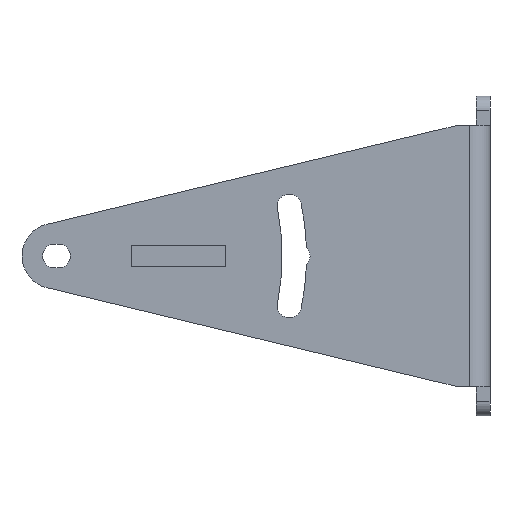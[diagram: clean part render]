
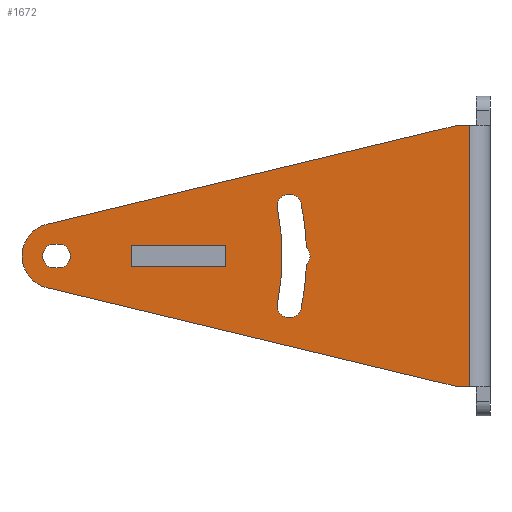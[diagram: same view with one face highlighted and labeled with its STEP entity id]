
A CAD part, left-side view. The second image highlights one B-rep face of the part: STEP entity #1672.
In plain terms, the highlighted planar face has unit normal (-1, 0, 0).
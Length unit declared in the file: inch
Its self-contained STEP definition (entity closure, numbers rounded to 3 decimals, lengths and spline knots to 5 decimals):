
#522=DIRECTION('',(0.,0.,1.));
#523=VECTOR('',#522,1.41732);
#524=CARTESIAN_POINT('',(-0.94488,0.0374,
0.15748));
#525=LINE('',#524,#523);
#550=DIRECTION('',(0.,1.,0.));
#551=VECTOR('',#550,0.06102);
#552=CARTESIAN_POINT('',(-0.94488,0.0374,
1.5748));
#553=LINE('',#552,#551);
#554=DIRECTION('',(0.,-1.,0.));
#555=VECTOR('',#554,0.06102);
#556=CARTESIAN_POINT('',(-0.94488,0.09843,
0.15748));
#557=LINE('',#556,#555);
#558=DIRECTION('',(0.,-0.972,-0.234));
#559=VECTOR('',#558,2.29024);
#560=CARTESIAN_POINT('',(-0.94488,2.32496,
0.6939));
#561=LINE('',#560,#559);
#562=CARTESIAN_POINT('',(-0.94488,2.28346,
0.86614));
#563=DIRECTION('',(-1.,0.,0.));
#564=DIRECTION('',(0.,0.234,0.972));
#565=AXIS2_PLACEMENT_3D('',#562,#563,#564);
#567=DIRECTION('',(0.,0.972,-0.234));
#568=VECTOR('',#567,2.29024);
#569=CARTESIAN_POINT('',(-0.94488,0.09843,
1.5748));
#570=LINE('',#569,#568);
#571=CARTESIAN_POINT('',(-0.94488,2.26378,
0.86614));
#572=DIRECTION('',(1.,0.,0.));
#573=DIRECTION('',(0.,0.,1.));
#574=AXIS2_PLACEMENT_3D('',#571,#572,#573);
#576=DIRECTION('',(0.,1.,0.));
#577=VECTOR('',#576,0.01969);
#578=CARTESIAN_POINT('',(-0.94488,2.26378,
0.9311));
#579=LINE('',#578,#577);
#580=CARTESIAN_POINT('',(-0.94488,2.28346,
0.86614));
#581=DIRECTION('',(1.,0.,0.));
#582=DIRECTION('',(0.,0.,-1.));
#583=AXIS2_PLACEMENT_3D('',#580,#581,#582);
#585=DIRECTION('',(0.,-1.,0.));
#586=VECTOR('',#585,0.01969);
#587=CARTESIAN_POINT('',(-0.94488,2.28346,
0.80118));
#588=LINE('',#587,#586);
#589=CARTESIAN_POINT('',(-0.94488,2.28346,
0.86614));
#590=DIRECTION('',(1.,0.,0.));
#591=DIRECTION('',(0.,-0.978,0.208));
#592=AXIS2_PLACEMENT_3D('',#589,#590,#591);
#594=CARTESIAN_POINT('',(-0.94488,1.01264,
0.59602));
#595=DIRECTION('',(1.,0.,0.));
#596=DIRECTION('',(0.,-0.978,-0.208));
#597=AXIS2_PLACEMENT_3D('',#594,#595,#596);
#599=CARTESIAN_POINT('',(-0.94488,2.28346,
0.86614));
#600=DIRECTION('',(1.,0.,0.));
#601=DIRECTION('',(0.,-0.999,-0.035));
#602=AXIS2_PLACEMENT_3D('',#599,#600,#601);
#604=CARTESIAN_POINT('',(-0.94488,0.96457,
0.86614));
#605=DIRECTION('',(1.,0.,0.));
#606=DIRECTION('',(0.,-0.684,0.729));
#607=AXIS2_PLACEMENT_3D('',#604,#605,#606);
#609=CARTESIAN_POINT('',(-0.94488,2.28346,
0.86614));
#610=DIRECTION('',(1.,0.,0.));
#611=DIRECTION('',(0.,-0.978,0.208));
#612=AXIS2_PLACEMENT_3D('',#609,#610,#611);
#614=CARTESIAN_POINT('',(-0.94488,1.01264,1.13626));
#615=DIRECTION('',(1.,0.,0.));
#616=DIRECTION('',(0.,0.978,-0.208));
#617=AXIS2_PLACEMENT_3D('',#614,#615,#616);
#619=DIRECTION('',(0.,-1.,0.));
#620=VECTOR('',#619,0.51343);
#621=CARTESIAN_POINT('',(-0.94488,1.87008,
0.80709));
#622=LINE('',#621,#620);
#623=DIRECTION('',(0.,0.,1.));
#624=VECTOR('',#623,0.11811);
#625=CARTESIAN_POINT('',(-0.94488,1.35665,
0.80709));
#626=LINE('',#625,#624);
#627=DIRECTION('',(0.,1.,0.));
#628=VECTOR('',#627,0.51343);
#629=CARTESIAN_POINT('',(-0.94488,1.35665,
0.9252));
#630=LINE('',#629,#628);
#631=DIRECTION('',(0.,0.,-1.));
#632=VECTOR('',#631,0.11811);
#633=CARTESIAN_POINT('',(-0.94488,1.87008,
0.9252));
#634=LINE('',#633,#632);
#899=CARTESIAN_POINT('',(-0.94488,0.0374,
1.5748));
#900=CARTESIAN_POINT('',(-0.94488,0.09843,
1.5748));
#901=VERTEX_POINT('',#899);
#902=VERTEX_POINT('',#900);
#903=CARTESIAN_POINT('',(-0.94488,2.32496,1.03838));
#904=VERTEX_POINT('',#903);
#905=CARTESIAN_POINT('',(-0.94488,2.32496,
0.6939));
#906=VERTEX_POINT('',#905);
#907=CARTESIAN_POINT('',(-0.94488,0.09843,
0.15748));
#908=VERTEX_POINT('',#907);
#909=CARTESIAN_POINT('',(-0.94488,0.0374,
0.15748));
#910=VERTEX_POINT('',#909);
#929=CARTESIAN_POINT('',(-0.94488,1.07618,1.12276));
#930=CARTESIAN_POINT('',(-0.94488,1.07618,
0.60953));
#931=VERTEX_POINT('',#929);
#932=VERTEX_POINT('',#930);
#933=CARTESIAN_POINT('',(-0.94488,0.9491,
0.58251));
#934=VERTEX_POINT('',#933);
#935=CARTESIAN_POINT('',(-0.94488,0.9491,
1.14977));
#936=CARTESIAN_POINT('',(-0.94488,0.92011,
0.91351));
#937=VERTEX_POINT('',#935);
#938=VERTEX_POINT('',#936);
#941=CARTESIAN_POINT('',(-0.94488,0.92011,
0.81877));
#942=VERTEX_POINT('',#941);
#951=CARTESIAN_POINT('',(-0.94488,2.26378,
0.9311));
#952=CARTESIAN_POINT('',(-0.94488,2.26378,
0.80118));
#953=VERTEX_POINT('',#951);
#954=VERTEX_POINT('',#952);
#955=CARTESIAN_POINT('',(-0.94488,2.28346,
0.9311));
#956=VERTEX_POINT('',#955);
#957=CARTESIAN_POINT('',(-0.94488,2.28346,
0.80118));
#958=VERTEX_POINT('',#957);
#967=CARTESIAN_POINT('',(-0.94488,1.87008,
0.80709));
#968=CARTESIAN_POINT('',(-0.94488,1.35665,
0.80709));
#969=VERTEX_POINT('',#967);
#970=VERTEX_POINT('',#968);
#971=CARTESIAN_POINT('',(-0.94488,1.35665,
0.9252));
#972=VERTEX_POINT('',#971);
#973=CARTESIAN_POINT('',(-0.94488,1.87008,
0.9252));
#974=VERTEX_POINT('',#973);
#1621=CARTESIAN_POINT('',(-0.94488,0.,0.41159));
#1622=DIRECTION('',(-1.,0.,0.));
#1623=DIRECTION('',(0.,0.,1.));
#1624=AXIS2_PLACEMENT_3D('',#1621,#1622,#1623);
#1625=PLANE('',#1624);
#1626=ORIENTED_EDGE('',*,*,#1545,.F.);
#1627=ORIENTED_EDGE('',*,*,#1610,.F.);
#1629=ORIENTED_EDGE('',*,*,#1628,.F.);
#1631=ORIENTED_EDGE('',*,*,#1630,.F.);
#1633=ORIENTED_EDGE('',*,*,#1632,.F.);
#1635=ORIENTED_EDGE('',*,*,#1634,.F.);
#1636=EDGE_LOOP('',(#1626,#1627,#1629,#1631,#1633,#1635));
#1637=FACE_OUTER_BOUND('',#1636,.F.);
#1639=ORIENTED_EDGE('',*,*,#1638,.F.);
#1641=ORIENTED_EDGE('',*,*,#1640,.T.);
#1643=ORIENTED_EDGE('',*,*,#1642,.F.);
#1645=ORIENTED_EDGE('',*,*,#1644,.T.);
#1646=EDGE_LOOP('',(#1639,#1641,#1643,#1645));
#1647=FACE_BOUND('',#1646,.F.);
#1649=ORIENTED_EDGE('',*,*,#1648,.T.);
#1651=ORIENTED_EDGE('',*,*,#1650,.F.);
#1653=ORIENTED_EDGE('',*,*,#1652,.F.);
#1655=ORIENTED_EDGE('',*,*,#1654,.F.);
#1657=ORIENTED_EDGE('',*,*,#1656,.F.);
#1659=ORIENTED_EDGE('',*,*,#1658,.F.);
#1660=EDGE_LOOP('',(#1649,#1651,#1653,#1655,#1657,#1659));
#1661=FACE_BOUND('',#1660,.F.);
#1663=ORIENTED_EDGE('',*,*,#1662,.T.);
#1665=ORIENTED_EDGE('',*,*,#1664,.T.);
#1667=ORIENTED_EDGE('',*,*,#1666,.T.);
#1669=ORIENTED_EDGE('',*,*,#1668,.T.);
#1670=EDGE_LOOP('',(#1663,#1665,#1667,#1669));
#1671=FACE_BOUND('',#1670,.F.);
#1672=ADVANCED_FACE('',(#1637,#1647,#1661,#1671),#1625,.T.);
#566=CIRCLE('',#565,0.17717);
#575=CIRCLE('',#574,0.06496);
#584=CIRCLE('',#583,0.06496);
#593=CIRCLE('',#592,1.23425);
#598=CIRCLE('',#597,0.06496);
#603=CIRCLE('',#602,1.36417);
#608=CIRCLE('',#607,0.06496);
#613=CIRCLE('',#612,1.36417);
#618=CIRCLE('',#617,0.06496);
#1545=EDGE_CURVE('',#901,#902,#553,.T.);
#1610=EDGE_CURVE('',#910,#901,#525,.T.);
#1628=EDGE_CURVE('',#908,#910,#557,.T.);
#1630=EDGE_CURVE('',#906,#908,#561,.T.);
#1632=EDGE_CURVE('',#904,#906,#566,.T.);
#1634=EDGE_CURVE('',#902,#904,#570,.T.);
#1638=EDGE_CURVE('',#953,#954,#575,.T.);
#1640=EDGE_CURVE('',#953,#956,#579,.T.);
#1642=EDGE_CURVE('',#958,#956,#584,.T.);
#1644=EDGE_CURVE('',#958,#954,#588,.T.);
#1648=EDGE_CURVE('',#931,#932,#593,.T.);
#1650=EDGE_CURVE('',#934,#932,#598,.T.);
#1652=EDGE_CURVE('',#942,#934,#603,.T.);
#1654=EDGE_CURVE('',#938,#942,#608,.T.);
#1656=EDGE_CURVE('',#937,#938,#613,.T.);
#1658=EDGE_CURVE('',#931,#937,#618,.T.);
#1662=EDGE_CURVE('',#969,#970,#622,.T.);
#1664=EDGE_CURVE('',#970,#972,#626,.T.);
#1666=EDGE_CURVE('',#972,#974,#630,.T.);
#1668=EDGE_CURVE('',#974,#969,#634,.T.);
